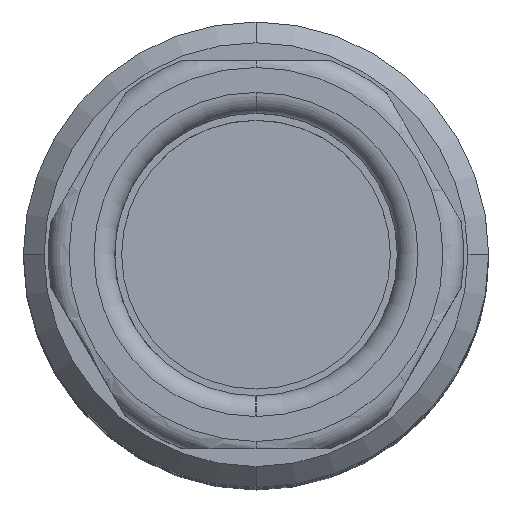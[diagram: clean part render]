
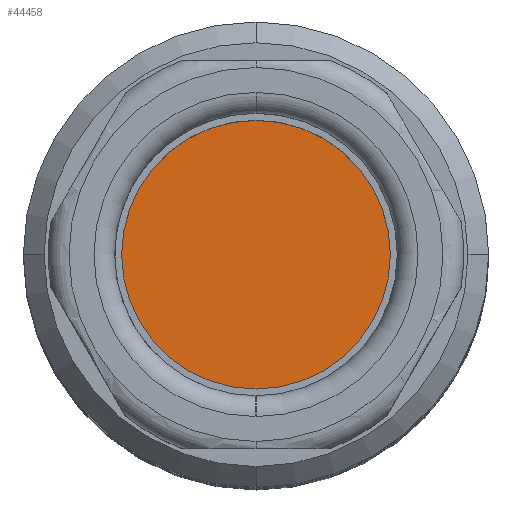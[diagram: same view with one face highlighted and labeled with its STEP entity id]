
A CAD part, top view. The second image highlights one B-rep face of the part: STEP entity #44458.
In plain terms, the highlighted planar face has unit normal (0, 0, 1).
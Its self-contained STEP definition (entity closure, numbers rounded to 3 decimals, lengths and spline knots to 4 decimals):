
#44422=AXIS2_PLACEMENT_3D('Circle Axis2P3D',#44420,#44421,$) ;
#44439=AXIS2_PLACEMENT_3D('Circle Axis2P3D',#44437,#44438,$) ;
#44452=AXIS2_PLACEMENT_3D('Plane Axis2P3D',#44449,#44450,#44451) ;
#44410=CARTESIAN_POINT('Vertex',(8.4,3.55,56.6)) ;
#44417=CARTESIAN_POINT('Vertex',(8.4,13.25,56.6)) ;
#44420=CARTESIAN_POINT('Axis2P3D Location',(8.4,8.4,56.6)) ;
#44437=CARTESIAN_POINT('Axis2P3D Location',(8.4,8.4,56.6)) ;
#44449=CARTESIAN_POINT('Axis2P3D Location',(8.4,8.4,56.6)) ;
#44421=DIRECTION('Axis2P3D Direction',(-0.,0.,1.)) ;
#44438=DIRECTION('Axis2P3D Direction',(-0.,0.,1.)) ;
#44450=DIRECTION('Axis2P3D Direction',(-0.,0.,1.)) ;
#44451=DIRECTION('Axis2P3D XDirection',(0.,-1.,0.)) ;
#44455=ORIENTED_EDGE('',*,*,#44424,.F.) ;
#44456=ORIENTED_EDGE('',*,*,#44441,.F.) ;
#44458=ADVANCED_FACE('Hauptkoerper',(#44457),#44453,.T.) ;
#44423=CIRCLE('generated circle',#44422,4.85) ;
#44440=CIRCLE('generated circle',#44439,4.85) ;
#44424=EDGE_CURVE('',#44418,#44411,#44423,.F.) ;
#44441=EDGE_CURVE('',#44411,#44418,#44440,.F.) ;
#44454=EDGE_LOOP('',(#44455,#44456)) ;
#44457=FACE_OUTER_BOUND('',#44454,.T.) ;
#44453=PLANE('',#44452) ;
#44411=VERTEX_POINT('',#44410) ;
#44418=VERTEX_POINT('',#44417) ;
